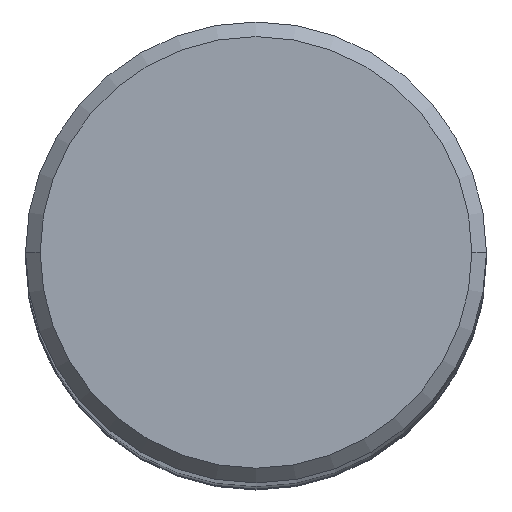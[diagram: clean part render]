
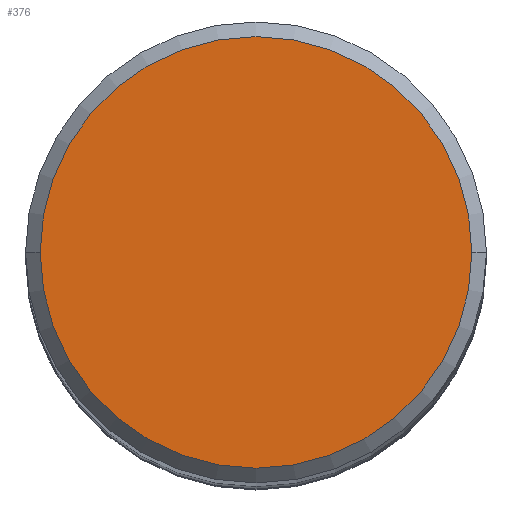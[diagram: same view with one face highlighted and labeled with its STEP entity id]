
A CAD part, top view. The second image highlights one B-rep face of the part: STEP entity #376.
In plain terms, the highlighted planar face has unit normal (0, 0, 1).
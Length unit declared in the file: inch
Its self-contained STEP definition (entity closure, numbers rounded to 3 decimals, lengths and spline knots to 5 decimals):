
#39 = CARTESIAN_POINT ( 'NONE',  ( 0., 0., 0. ) ) ;
#52 = VERTEX_POINT ( 'NONE', #146 ) ;
#66 = CIRCLE ( 'NONE', #552, 0.29495 ) ;
#146 = CARTESIAN_POINT ( 'NONE',  ( -0.29495, 0., 0. ) ) ;
#165 = EDGE_LOOP ( 'NONE', ( #448, #491 ) ) ;
#219 = DIRECTION ( 'NONE',  ( 0., 0., 1. ) ) ;
#290 = VERTEX_POINT ( 'NONE', #446 ) ;
#296 = DIRECTION ( 'NONE',  ( 0., 0., -1. ) ) ;
#308 = FACE_OUTER_BOUND ( 'NONE', #165, .T. ) ;
#347 = EDGE_CURVE ( 'NONE', #290, #52, #66, .T. ) ;
#362 = AXIS2_PLACEMENT_3D ( 'NONE', #399, #388, #438 ) ;
#376 = ADVANCED_FACE ( 'NONE', ( #308 ), #526, .T. ) ;
#388 = DIRECTION ( 'NONE',  ( 0., 0., -1. ) ) ;
#392 = DIRECTION ( 'NONE',  ( -1., 0., 0. ) ) ;
#399 = CARTESIAN_POINT ( 'NONE',  ( 0., 0., 0. ) ) ;
#438 = DIRECTION ( 'NONE',  ( -1., 0., 0. ) ) ;
#446 = CARTESIAN_POINT ( 'NONE',  ( 0.29495, 0., 0. ) ) ;
#448 = ORIENTED_EDGE ( 'NONE', *, *, #465, .F. ) ;
#465 = EDGE_CURVE ( 'NONE', #52, #290, #533, .T. ) ;
#466 = AXIS2_PLACEMENT_3D ( 'NONE', #482, #219, #520 ) ;
#482 = CARTESIAN_POINT ( 'NONE',  ( 0., 0.29495, 0. ) ) ;
#491 = ORIENTED_EDGE ( 'NONE', *, *, #347, .F. ) ;
#520 = DIRECTION ( 'NONE',  ( 1., 0., 0. ) ) ;
#526 = PLANE ( 'NONE',  #466 ) ;
#533 = CIRCLE ( 'NONE', #362, 0.29495 ) ;
#552 = AXIS2_PLACEMENT_3D ( 'NONE', #39, #296, #392 ) ;
